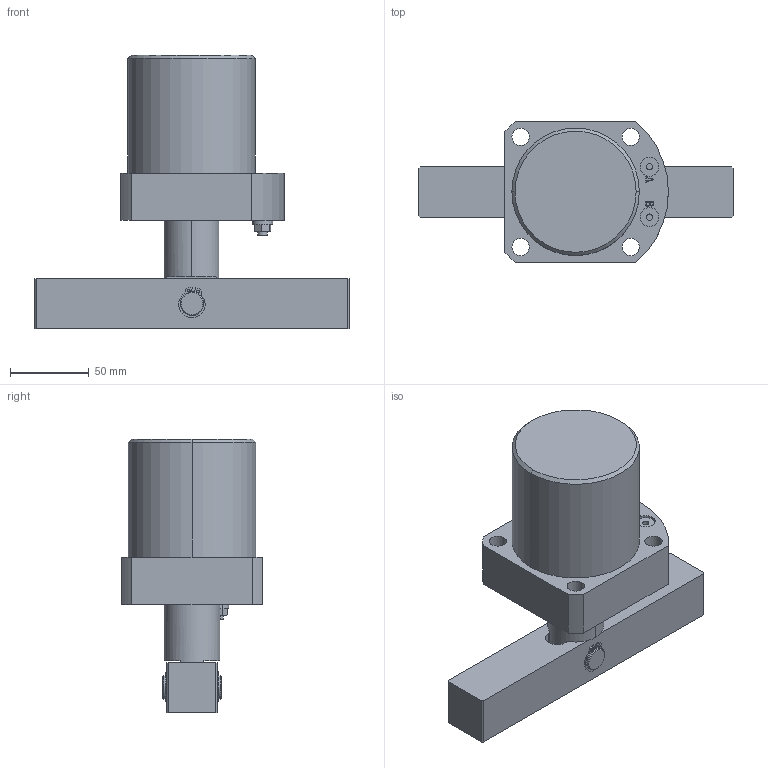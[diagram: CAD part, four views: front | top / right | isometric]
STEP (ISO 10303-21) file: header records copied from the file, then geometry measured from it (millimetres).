
FILE_DESCRIPTION (( 'STEP AP203' ), '1' );
FILE_NAME ('HSL-FCM63D.STEP', '2021-09-29T07:29:37', ( '微软用户' ), ( '微软中国' ), 'SwSTEP 2.0', 'SolidWorks 2012', '' );
FILE_SCHEMA (( 'CONFIG_CONTROL_DESIGN' ));
Length unit declared in the file: millimetre
Products named in the file (7): HSL-FCM63D; circlips for shaft--type a large gb_GB_CONNECTING_PIECE_RING_RRA 15; HSL-FCM63DÏú; HSL-FCM63D邧揤旋; HSL-63D转角缸活塞杆; FCM-覃誹概; HSL-FCM63掛极
Assembly tree (7 placements, depth 2):
  HSL-FCM63D
    HSL-FCM63掛极
    FCM-覃誹概
    HSL-63D转角缸活塞杆
    HSL-FCM63D邧揤旋
    HSL-FCM63DÏú
    circlips for shaft--type a large gb_GB_CONNECTING_PIECE_RING_RRA 15  x2
Bounding box: 200 x 90 x 174 mm (x, y, z)
Volume: 764124 mm3; surface area: 124805 mm2
Topology: 7 solids, 7 shells, 247 faces, 599 edges, 391 vertices
Faces by surface type: plane 110, cylinder 95, cone 22, bspline 16, torus 4
Entity records: 8146 total; most frequent: CARTESIAN_POINT 2053, DIRECTION 1125, ORIENTED_EDGE 1074, EDGE_CURVE 537, AXIS2_PLACEMENT_3D 411, VERTEX_POINT 351, LINE 303, VECTOR 303
